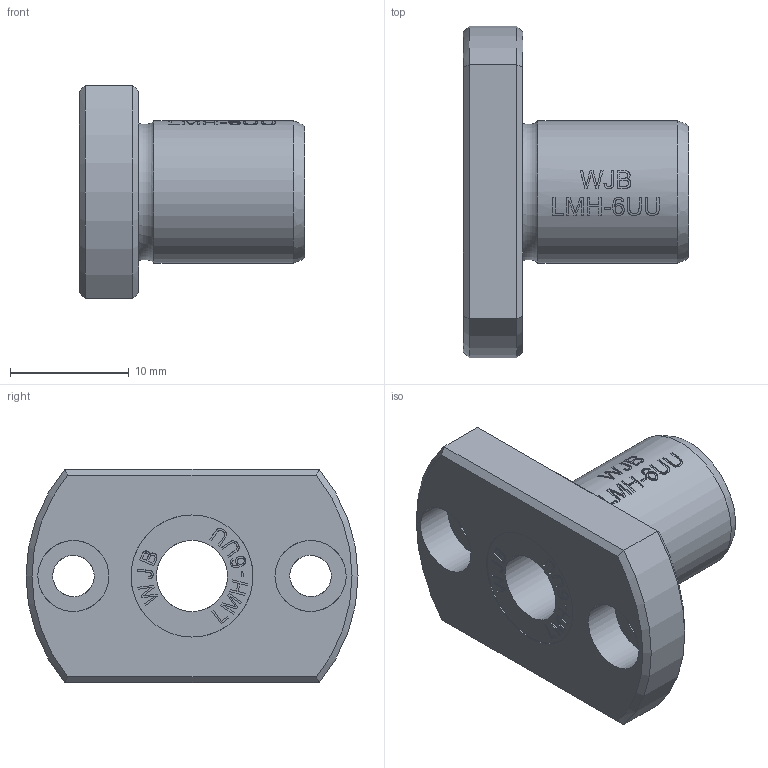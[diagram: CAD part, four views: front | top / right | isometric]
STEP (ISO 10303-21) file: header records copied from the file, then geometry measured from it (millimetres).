
FILE_DESCRIPTION(/* description */ (''),/* implementation_level */ '2;1');
FILE_NAME(/* name */ 'WJB-LMH-6UU.stp',/* time_stamp */ '2018-09-11T17:28:44+08:00',/* author */ (''),/* organization */ (''),/* preprocessor_version */ 'ST-DEVELOPER v11',/* originating_system */ 'SIEMENS UGS NX 6.0',/* authorisation */ '');
FILE_SCHEMA (('CONFIG_CONTROL_DESIGN'));
Length unit declared in the file: millimetre
Products named in the file (1): WJB-LMH-6UU
Bounding box: 19 x 28 x 18 mm (x, y, z)
Volume: 3112.5 mm3; surface area: 2264.4 mm2
Topology: 1 solids, 1 shells, 311 faces, 801 edges, 536 vertices
Faces by surface type: plane 198, extrusion 84, cylinder 23, cone 4, bspline 1, torus 1
Full cylindrical faces by diameter (mm): 3.5 x2, 6 x3, 10.3 x2, 12 x1
Entity records: 12360 total; most frequent: CARTESIAN_POINT 5294, ORIENTED_EDGE 1582, DIRECTION 1057, EDGE_CURVE 791, VERTEX_POINT 536, VECTOR 487, B_SPLINE_CURVE_WITH_KNOTS 414, LINE 403
